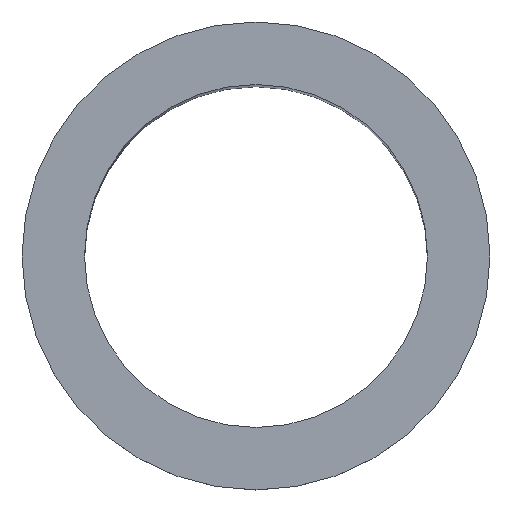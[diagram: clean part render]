
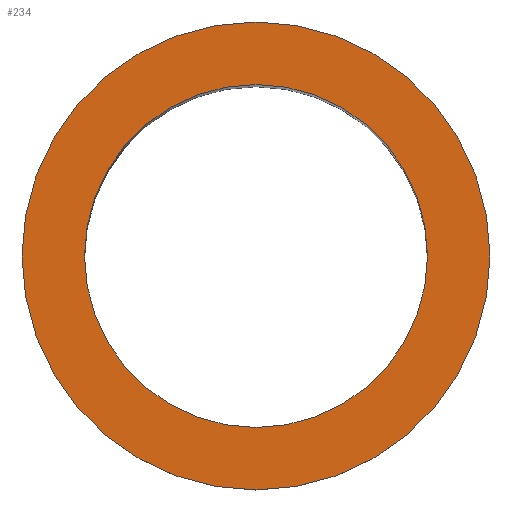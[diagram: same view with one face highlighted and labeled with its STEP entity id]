
A CAD part, top view. The second image highlights one B-rep face of the part: STEP entity #234.
In plain terms, the highlighted planar face has unit normal (0, 0, 1).
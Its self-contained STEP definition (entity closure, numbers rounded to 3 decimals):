
#145=CARTESIAN_POINT('',(-5.75,0.,43.9));
#146=VERTEX_POINT('',#145);
#156=CARTESIAN_POINT('',(5.75,-0.,43.9));
#157=VERTEX_POINT('',#156);
#158=CARTESIAN_POINT('',(0.,0.,43.9));
#159=DIRECTION('',(0.,0.,1.));
#160=DIRECTION('',(1.,0.,-0.));
#161=AXIS2_PLACEMENT_3D('',#158,#159,#160);
#162=CIRCLE('',#161,5.75);
#163=EDGE_CURVE('',#146,#157,#162,.T.);
#165=CARTESIAN_POINT('',(0.,0.,43.9));
#166=DIRECTION('',(0.,0.,1.));
#167=DIRECTION('',(1.,0.,-0.));
#168=AXIS2_PLACEMENT_3D('',#165,#166,#167);
#169=CIRCLE('',#168,5.75);
#170=EDGE_CURVE('',#157,#146,#169,.T.);
#205=CARTESIAN_POINT('',(0.,0.,43.9));
#206=DIRECTION('',(0.,0.,1.));
#207=DIRECTION('',(1.,0.,0.));
#208=AXIS2_PLACEMENT_3D('',#205,#206,#207);
#209=PLANE('',#208);
#210=CARTESIAN_POINT('',(7.845,-0.,43.9));
#211=VERTEX_POINT('',#210);
#212=CARTESIAN_POINT('',(-7.845,0.,43.9));
#213=VERTEX_POINT('',#212);
#214=CARTESIAN_POINT('',(0.,0.,43.9));
#215=DIRECTION('',(0.,0.,1.));
#216=DIRECTION('',(1.,0.,-0.));
#217=AXIS2_PLACEMENT_3D('',#214,#215,#216);
#218=CIRCLE('',#217,7.845);
#219=EDGE_CURVE('',#211,#213,#218,.T.);
#220=ORIENTED_EDGE('',*,*,#219,.T.);
#221=CARTESIAN_POINT('',(0.,0.,43.9));
#222=DIRECTION('',(0.,0.,1.));
#223=DIRECTION('',(1.,0.,-0.));
#224=AXIS2_PLACEMENT_3D('',#221,#222,#223);
#225=CIRCLE('',#224,7.845);
#226=EDGE_CURVE('',#213,#211,#225,.T.);
#227=ORIENTED_EDGE('',*,*,#226,.T.);
#228=EDGE_LOOP('',(#220,#227));
#229=FACE_BOUND('',#228,.T.);
#230=ORIENTED_EDGE('',*,*,#163,.F.);
#231=ORIENTED_EDGE('',*,*,#170,.F.);
#232=EDGE_LOOP('',(#230,#231));
#233=FACE_BOUND('',#232,.T.);
#234=ADVANCED_FACE('',(#229,#233),#209,.T.);
